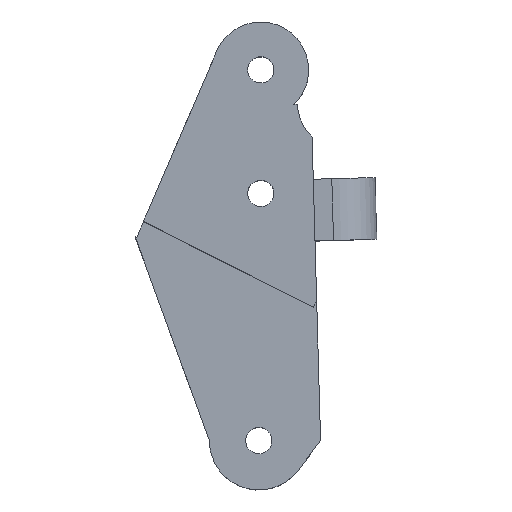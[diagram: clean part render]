
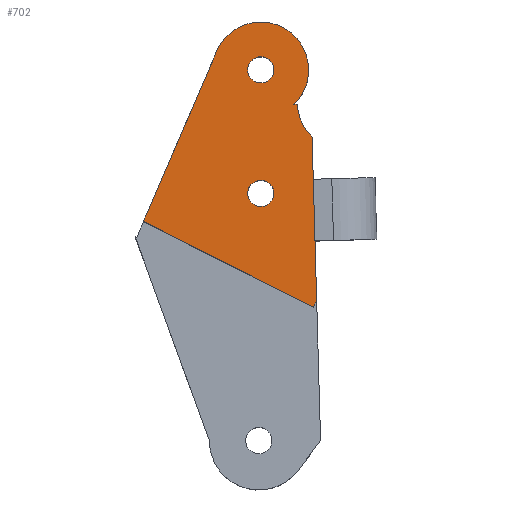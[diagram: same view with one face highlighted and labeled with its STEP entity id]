
A CAD part, top view. The second image highlights one B-rep face of the part: STEP entity #702.
In plain terms, the highlighted planar face has unit normal (0, 0, 1).
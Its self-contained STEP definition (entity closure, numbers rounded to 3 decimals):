
#24=FACE_BOUND('',#129,.T.);
#25=FACE_BOUND('',#130,.T.);
#33=CIRCLE('',#749,3.875);
#45=CIRCLE('',#780,4.063);
#46=CIRCLE('',#781,1.063);
#47=CIRCLE('',#782,1.063);
#84=FACE_OUTER_BOUND('',#128,.T.);
#128=EDGE_LOOP('',(#562,#563,#564,#565,#566,#567,#568,#569));
#129=EDGE_LOOP('',(#570));
#130=EDGE_LOOP('',(#571));
#157=LINE('',#1018,#231);
#175=LINE('',#1083,#249);
#199=LINE('',#1136,#273);
#200=LINE('',#1138,#274);
#201=LINE('',#1140,#275);
#202=LINE('',#1142,#276);
#231=VECTOR('',#815,10.);
#249=VECTOR('',#885,10.);
#273=VECTOR('',#929,10.);
#274=VECTOR('',#930,10.);
#275=VECTOR('',#931,10.);
#276=VECTOR('',#932,10.);
#305=VERTEX_POINT('',#1015);
#306=VERTEX_POINT('',#1017);
#310=VERTEX_POINT('',#1029);
#327=VERTEX_POINT('',#1082);
#346=VERTEX_POINT('',#1135);
#347=VERTEX_POINT('',#1137);
#348=VERTEX_POINT('',#1139);
#349=VERTEX_POINT('',#1141);
#350=VERTEX_POINT('',#1144);
#351=VERTEX_POINT('',#1146);
#369=EDGE_CURVE('',#306,#305,#157,.T.);
#376=EDGE_CURVE('',#305,#310,#33,.T.);
#401=EDGE_CURVE('',#327,#310,#175,.T.);
#428=EDGE_CURVE('',#346,#327,#199,.T.);
#429=EDGE_CURVE('',#347,#346,#200,.T.);
#430=EDGE_CURVE('',#348,#347,#201,.T.);
#431=EDGE_CURVE('',#349,#348,#202,.T.);
#432=EDGE_CURVE('',#306,#349,#45,.T.);
#433=EDGE_CURVE('',#350,#350,#46,.T.);
#434=EDGE_CURVE('',#351,#351,#47,.T.);
#562=ORIENTED_EDGE('',*,*,#376,.T.);
#563=ORIENTED_EDGE('',*,*,#401,.F.);
#564=ORIENTED_EDGE('',*,*,#428,.F.);
#565=ORIENTED_EDGE('',*,*,#429,.F.);
#566=ORIENTED_EDGE('',*,*,#430,.F.);
#567=ORIENTED_EDGE('',*,*,#431,.F.);
#568=ORIENTED_EDGE('',*,*,#432,.F.);
#569=ORIENTED_EDGE('',*,*,#369,.T.);
#570=ORIENTED_EDGE('',*,*,#433,.F.);
#571=ORIENTED_EDGE('',*,*,#434,.F.);
#672=PLANE('',#779);
#702=ADVANCED_FACE('',(#84,#24,#25),#672,.T.);
#749=AXIS2_PLACEMENT_3D('',#1031,#829,#830);
#779=AXIS2_PLACEMENT_3D('',#1134,#927,#928);
#780=AXIS2_PLACEMENT_3D('',#1143,#933,#934);
#781=AXIS2_PLACEMENT_3D('',#1145,#935,#936);
#782=AXIS2_PLACEMENT_3D('',#1147,#937,#938);
#815=DIRECTION('',(-1.,0.,0.));
#829=DIRECTION('center_axis',(0.,0.,1.));
#830=DIRECTION('ref_axis',(-1.,0.,0.));
#885=DIRECTION('',(0.395,0.919,0.));
#927=DIRECTION('center_axis',(0.,0.,1.));
#928=DIRECTION('ref_axis',(1.,0.,0.));
#929=DIRECTION('',(0.451,0.893,0.));
#930=DIRECTION('',(-0.893,0.451,0.));
#931=DIRECTION('',(-0.451,-0.893,0.));
#932=DIRECTION('',(0.028,-1.,0.));
#933=DIRECTION('center_axis',(0.,0.,1.));
#934=DIRECTION('ref_axis',(1.,0.,0.));
#935=DIRECTION('center_axis',(0.,0.,1.));
#936=DIRECTION('ref_axis',(-1.,0.,0.));
#937=DIRECTION('center_axis',(0.,0.,1.));
#938=DIRECTION('ref_axis',(-1.,0.,0.));
#1015=CARTESIAN_POINT('',(2.842,27.202,9.125));
#1017=CARTESIAN_POINT('',(3.106,27.202,9.125));
#1018=CARTESIAN_POINT('',(0.382,27.202,9.125));
#1029=CARTESIAN_POINT('',(-3.399,31.53,9.125));
#1031=CARTESIAN_POINT('Origin',(0.161,30.,9.125));
#1082=CARTESIAN_POINT('',(-9.094,18.276,9.125));
#1083=CARTESIAN_POINT('',(-6.596,24.09,9.125));
#1134=CARTESIAN_POINT('Origin',(-2.342,22.389,9.125));
#1135=CARTESIAN_POINT('',(-9.367,17.736,9.125));
#1136=CARTESIAN_POINT('',(-7.581,21.273,9.125));
#1137=CARTESIAN_POINT('',(4.411,10.779,9.125));
#1138=CARTESIAN_POINT('',(-4.059,15.056,9.125));
#1139=CARTESIAN_POINT('',(4.684,11.319,9.125));
#1140=CARTESIAN_POINT('',(6.197,14.317,9.125));
#1141=CARTESIAN_POINT('',(4.315,24.553,9.125));
#1142=CARTESIAN_POINT('',(4.685,11.288,9.125));
#1143=CARTESIAN_POINT('Origin',(7.161,27.452,9.125));
#1144=CARTESIAN_POINT('',(1.223,30.,9.125));
#1145=CARTESIAN_POINT('Origin',(0.161,30.,9.125));
#1146=CARTESIAN_POINT('',(1.224,20.,9.125));
#1147=CARTESIAN_POINT('Origin',(0.161,20.,9.125));
